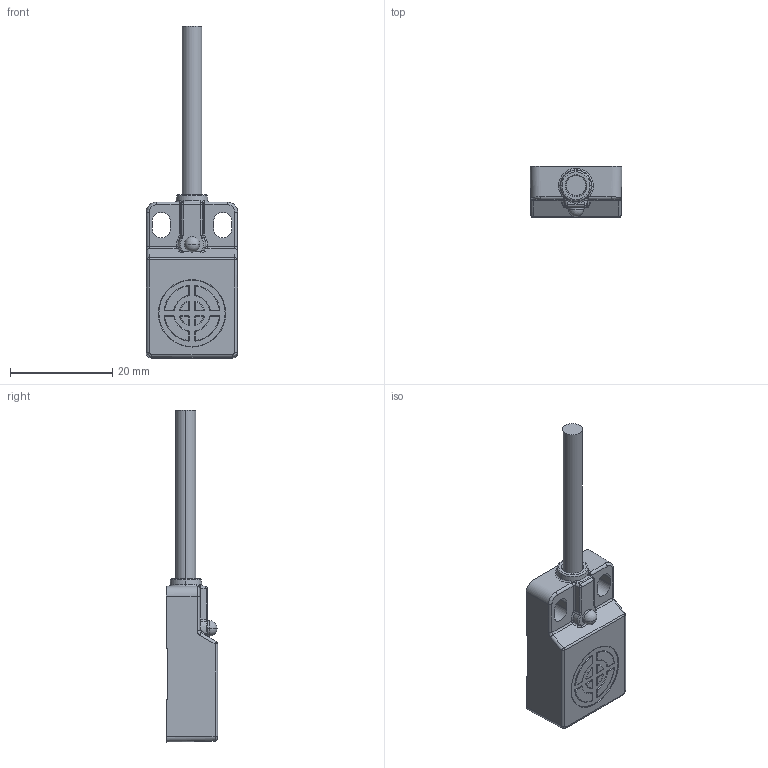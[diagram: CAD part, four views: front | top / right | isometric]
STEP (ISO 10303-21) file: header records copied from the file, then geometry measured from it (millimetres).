
FILE_DESCRIPTION (( 'STEP AP214' ), '1' );
FILE_NAME ('Q18C（P5-006图1）.STEP', '2024-10-11T05:25:11', ( '' ), ( '' ), 'SwSTEP 2.0', 'SolidWorks 2023', '' );
FILE_SCHEMA (( 'AUTOMOTIVE_DESIGN' ));
Length unit declared in the file: millimetre
Products named in the file (1): Q18C（P5-006图1）
Bounding box: 18 x 10 x 65 mm (x, y, z)
Volume: 4333.5 mm3; surface area: 3284.8 mm2
Topology: 1 solids, 4 shells, 315 faces, 766 edges, 466 vertices
Faces by surface type: cylinder 118, plane 83, bspline 47, torus 43, cone 20, sphere 4
Entity records: 11302 total; most frequent: CARTESIAN_POINT 4155, ORIENTED_EDGE 1524, DIRECTION 1477, EDGE_CURVE 762, AXIS2_PLACEMENT_3D 581, VERTEX_POINT 464, EDGE_LOOP 330, LINE 315
